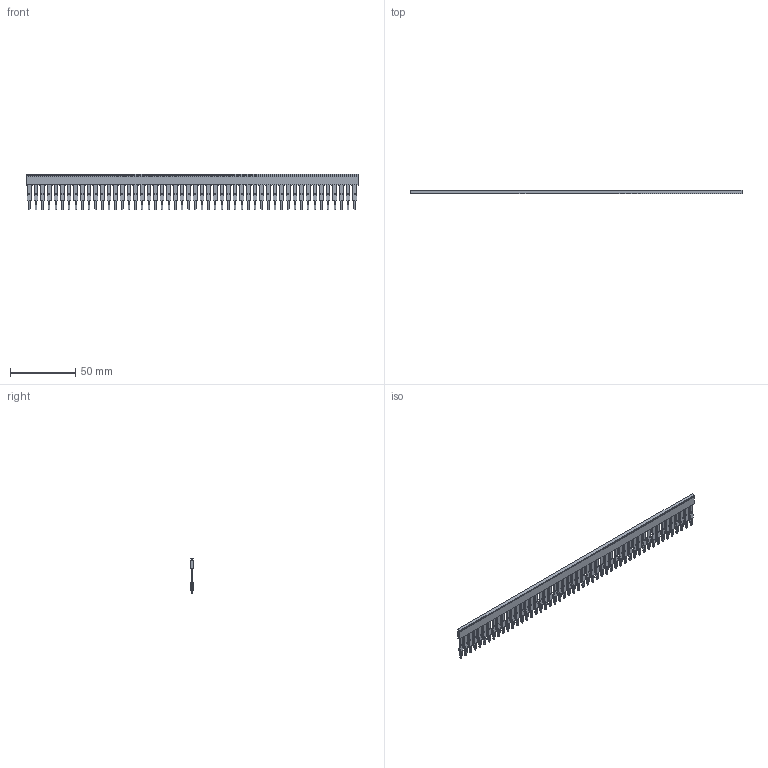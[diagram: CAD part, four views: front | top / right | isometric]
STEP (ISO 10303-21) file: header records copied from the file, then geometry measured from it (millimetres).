
FILE_DESCRIPTION(('CATIA V5R22 STEP214','CAx-IF Rec.Pracs.--- Model Styling and Organization---1.4--- 2014-01-23'),'2;1');
FILE_NAME ('018934-10_0', '2021-04-30T08:57:21+00:00', ('Weidmueller Interface'), ('Weidmueller'), 'CATIA Version 5-6 Release 2016 SP3 HF44', 'CATIA V5 STEP AP214', 'none');
FILE_SCHEMA(('AUTOMOTIVE_DESIGN { 1 0 10303 214 1 1 1 1 }'));
Products named in the file (1): ZQV 2.5/50
Bounding box: 255 x 2.8 x 27.61 mm (x, y, z)
Volume: 6164.1 mm3; surface area: 15127.9 mm2
Topology: 2 solids, 2 shells, 3174 faces, 9008 edges, 5738 vertices
Faces by surface type: plane 1970, cylinder 1004, bspline 200
Entity records: 93294 total; most frequent: CARTESIAN_POINT 22517, ORIENTED_EDGE 18016, DIRECTION 9620, EDGE_CURVE 9008, VECTOR 5900, LINE 5900, VERTEX_POINT 5738, ADVANCED_FACE 3174
